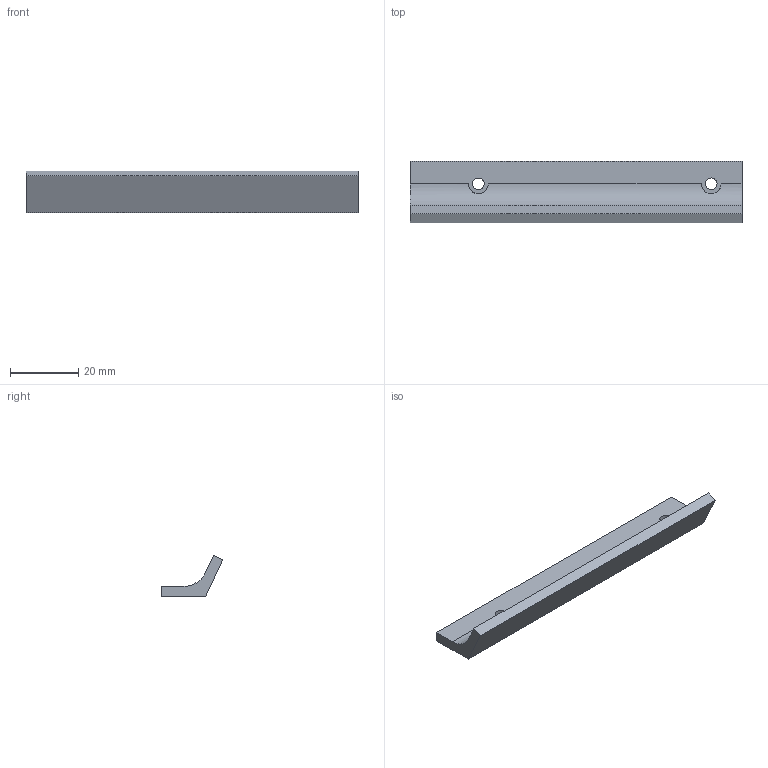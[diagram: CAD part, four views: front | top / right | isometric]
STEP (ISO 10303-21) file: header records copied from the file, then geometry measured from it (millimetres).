
FILE_DESCRIPTION(/* description */ (''),/* implementation_level */ '2;1');
FILE_NAME(/* name */ '12mm_strip_mini_mount.step',/* time_stamp */ '2020-08-16T12:45:18-04:00',/* author */ (''),/* organization */ (''),/* preprocessor_version */ 'ST-DEVELOPER v18.1',/* originating_system */ 'Autodesk Translation Framework v9.3.0.1241',/* authorisation */ '');
FILE_SCHEMA (('AUTOMOTIVE_DESIGN { 1 0 10303 214 3 1 1 }'));
Length unit declared in the file: millimetre
Products named in the file (1): 12mm LED Strip Mount Mini
Bounding box: 97 x 18.07 x 12.14 mm (x, y, z)
Volume: 6992.2 mm3; surface area: 5144.6 mm2
Topology: 1 solids, 1 shells, 13 faces, 33 edges, 22 vertices
Faces by surface type: plane 8, cylinder 5
Full cylindrical faces by diameter (mm): 3.4 x2
Entity records: 472 total; most frequent: CARTESIAN_POINT 109, DIRECTION 67, ORIENTED_EDGE 66, EDGE_CURVE 33, LINE 23, VECTOR 23, VERTEX_POINT 22, AXIS2_PLACEMENT_3D 22
